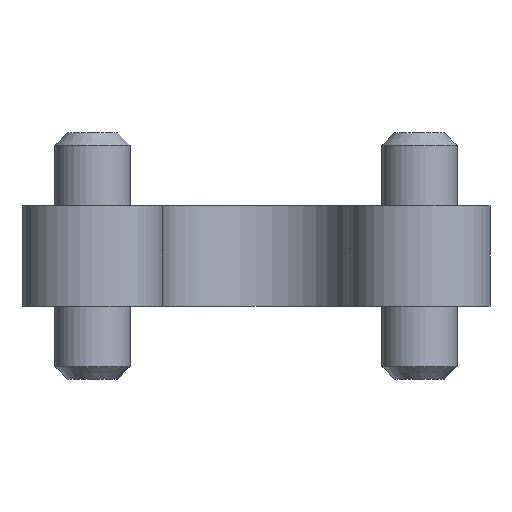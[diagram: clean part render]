
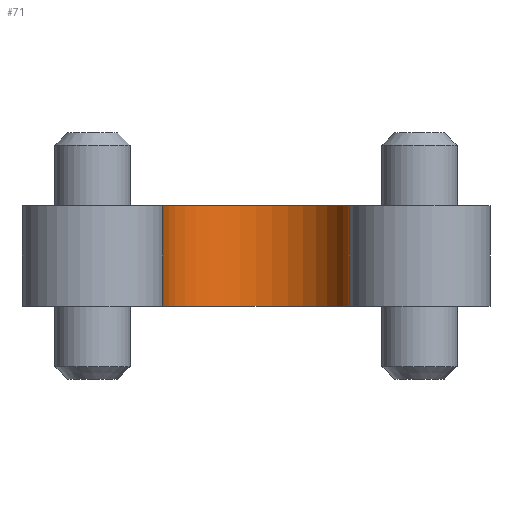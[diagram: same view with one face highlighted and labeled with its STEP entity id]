
A CAD part, left-side view. The second image highlights one B-rep face of the part: STEP entity #71.
In plain terms, the highlighted cylindrical face has radius 3.7 mm (diameter 7.4 mm), a partial arc.
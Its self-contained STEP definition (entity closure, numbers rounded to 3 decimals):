
#71 = ADVANCED_FACE( '', ( #159 ), #160, .F. );
#159 = FACE_OUTER_BOUND( '', #266, .T. );
#160 = CYLINDRICAL_SURFACE( '', #267, 3.7 );
#266 = EDGE_LOOP( '', ( #381, #382, #383, #384 ) );
#267 = AXIS2_PLACEMENT_3D( '', #385, #386, #387 );
#381 = ORIENTED_EDGE( '', *, *, #545, .F. );
#382 = ORIENTED_EDGE( '', *, *, #548, .F. );
#383 = ORIENTED_EDGE( '', *, *, #549, .T. );
#384 = ORIENTED_EDGE( '', *, *, #550, .T. );
#385 = CARTESIAN_POINT( '', ( 0., 0., 4. ) );
#386 = DIRECTION( '', ( 0., 0., 1. ) );
#387 = DIRECTION( '', ( -1., 0., 0. ) );
#545 = EDGE_CURVE( '', #632, #634, #635, .T. );
#548 = EDGE_CURVE( '', #638, #632, #639, .T. );
#549 = EDGE_CURVE( '', #638, #640, #641, .T. );
#550 = EDGE_CURVE( '', #640, #634, #642, .T. );
#632 = VERTEX_POINT( '', #739 );
#634 = VERTEX_POINT( '', #741 );
#635 = CIRCLE( '', #742, 3.7 );
#638 = VERTEX_POINT( '', #745 );
#639 = LINE( '', #746, #747 );
#640 = VERTEX_POINT( '', #748 );
#641 = CIRCLE( '', #749, 3.7 );
#642 = LINE( '', #750, #751 );
#739 = CARTESIAN_POINT( '', ( 0., -3.7, 0. ) );
#741 = CARTESIAN_POINT( '', ( 0., 3.7, 0. ) );
#742 = AXIS2_PLACEMENT_3D( '', #860, #861, #862 );
#745 = CARTESIAN_POINT( '', ( 0., -3.7, 4. ) );
#746 = CARTESIAN_POINT( '', ( 0., -3.7, 4. ) );
#747 = VECTOR( '', #866, 1000. );
#748 = CARTESIAN_POINT( '', ( 0., 3.7, 4. ) );
#749 = AXIS2_PLACEMENT_3D( '', #867, #868, #869 );
#750 = CARTESIAN_POINT( '', ( 0., 3.7, 4. ) );
#751 = VECTOR( '', #870, 1000. );
#860 = CARTESIAN_POINT( '', ( 0., 0., 0. ) );
#861 = DIRECTION( '', ( 0., 0., 1. ) );
#862 = DIRECTION( '', ( -1., 0., 0. ) );
#866 = DIRECTION( '', ( 0., 0., -1. ) );
#867 = CARTESIAN_POINT( '', ( 0., 0., 4. ) );
#868 = DIRECTION( '', ( 0., 0., 1. ) );
#869 = DIRECTION( '', ( -1., 0., 0. ) );
#870 = DIRECTION( '', ( 0., 0., -1. ) );
